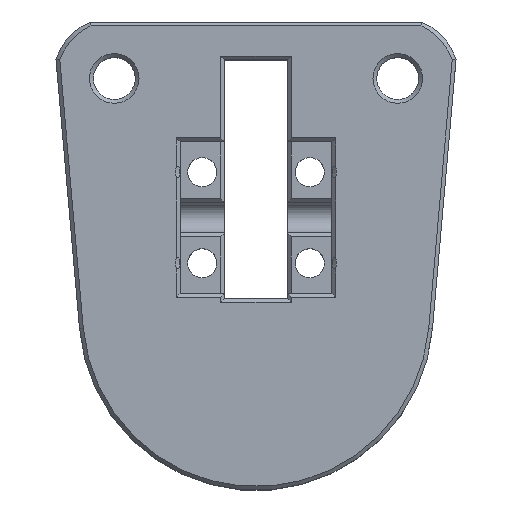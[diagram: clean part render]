
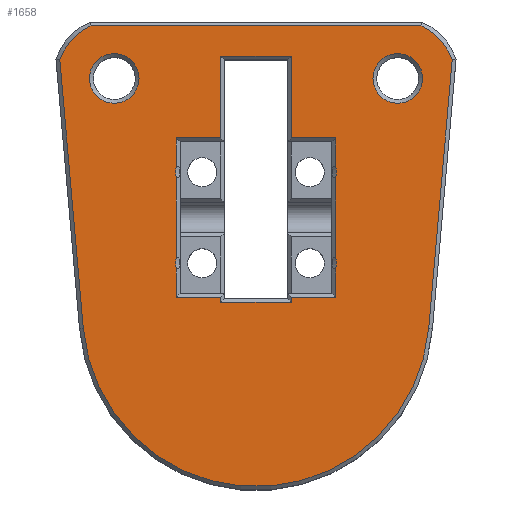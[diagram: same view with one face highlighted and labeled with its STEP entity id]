
A CAD part, top view. The second image highlights one B-rep face of the part: STEP entity #1658.
In plain terms, the highlighted planar face has unit normal (0, 0, 1).
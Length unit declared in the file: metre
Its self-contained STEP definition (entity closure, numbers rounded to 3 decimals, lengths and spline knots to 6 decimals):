
#79=CIRCLE('',#1776,0.0049);
#80=CIRCLE('',#1777,0.0049);
#81=CIRCLE('',#1778,0.00525);
#82=CIRCLE('',#1779,0.00525);
#83=CIRCLE('',#1780,0.00525);
#84=CIRCLE('',#1781,0.00525);
#85=CIRCLE('',#1782,0.03425);
#86=CIRCLE('',#1783,0.01137);
#87=CIRCLE('',#1784,0.01137);
#169=ORIENTED_EDGE('',*,*,#637,.T.);
#170=ORIENTED_EDGE('',*,*,#638,.T.);
#171=ORIENTED_EDGE('',*,*,#639,.T.);
#172=ORIENTED_EDGE('',*,*,#640,.T.);
#173=ORIENTED_EDGE('',*,*,#641,.T.);
#174=ORIENTED_EDGE('',*,*,#642,.T.);
#175=ORIENTED_EDGE('',*,*,#643,.T.);
#176=ORIENTED_EDGE('',*,*,#644,.T.);
#177=ORIENTED_EDGE('',*,*,#645,.T.);
#178=ORIENTED_EDGE('',*,*,#646,.T.);
#179=ORIENTED_EDGE('',*,*,#647,.T.);
#180=ORIENTED_EDGE('',*,*,#648,.T.);
#181=ORIENTED_EDGE('',*,*,#649,.T.);
#182=ORIENTED_EDGE('',*,*,#650,.T.);
#183=ORIENTED_EDGE('',*,*,#651,.T.);
#184=ORIENTED_EDGE('',*,*,#652,.T.);
#185=ORIENTED_EDGE('',*,*,#653,.T.);
#186=ORIENTED_EDGE('',*,*,#654,.T.);
#187=ORIENTED_EDGE('',*,*,#655,.T.);
#188=ORIENTED_EDGE('',*,*,#656,.T.);
#189=ORIENTED_EDGE('',*,*,#657,.T.);
#190=ORIENTED_EDGE('',*,*,#658,.T.);
#191=ORIENTED_EDGE('',*,*,#659,.T.);
#192=ORIENTED_EDGE('',*,*,#660,.T.);
#193=ORIENTED_EDGE('',*,*,#661,.T.);
#194=ORIENTED_EDGE('',*,*,#662,.T.);
#195=ORIENTED_EDGE('',*,*,#663,.T.);
#196=ORIENTED_EDGE('',*,*,#664,.T.);
#637=EDGE_CURVE('',#871,#871,#79,.F.);
#638=EDGE_CURVE('',#872,#872,#80,.F.);
#639=EDGE_CURVE('',#873,#874,#81,.F.);
#640=EDGE_CURVE('',#874,#875,#1021,.T.);
#641=EDGE_CURVE('',#875,#876,#82,.F.);
#642=EDGE_CURVE('',#876,#877,#1022,.T.);
#643=EDGE_CURVE('',#877,#878,#1023,.T.);
#644=EDGE_CURVE('',#878,#879,#1024,.T.);
#645=EDGE_CURVE('',#879,#880,#1025,.T.);
#646=EDGE_CURVE('',#880,#881,#1026,.T.);
#647=EDGE_CURVE('',#881,#882,#1027,.T.);
#648=EDGE_CURVE('',#882,#883,#1028,.T.);
#649=EDGE_CURVE('',#883,#884,#83,.F.);
#650=EDGE_CURVE('',#884,#885,#1029,.T.);
#651=EDGE_CURVE('',#885,#886,#84,.F.);
#652=EDGE_CURVE('',#886,#887,#1030,.T.);
#653=EDGE_CURVE('',#887,#888,#1031,.T.);
#654=EDGE_CURVE('',#888,#889,#1032,.T.);
#655=EDGE_CURVE('',#889,#890,#1033,.T.);
#656=EDGE_CURVE('',#890,#891,#1034,.T.);
#657=EDGE_CURVE('',#891,#892,#1035,.T.);
#658=EDGE_CURVE('',#892,#873,#1036,.T.);
#659=EDGE_CURVE('',#893,#894,#1037,.T.);
#660=EDGE_CURVE('',#894,#895,#85,.T.);
#661=EDGE_CURVE('',#895,#896,#1038,.T.);
#662=EDGE_CURVE('',#896,#897,#86,.T.);
#663=EDGE_CURVE('',#897,#898,#1039,.T.);
#664=EDGE_CURVE('',#898,#893,#87,.T.);
#871=VERTEX_POINT('',#2478);
#872=VERTEX_POINT('',#2480);
#873=VERTEX_POINT('',#2482);
#874=VERTEX_POINT('',#2483);
#875=VERTEX_POINT('',#2485);
#876=VERTEX_POINT('',#2487);
#877=VERTEX_POINT('',#2489);
#878=VERTEX_POINT('',#2491);
#879=VERTEX_POINT('',#2493);
#880=VERTEX_POINT('',#2495);
#881=VERTEX_POINT('',#2497);
#882=VERTEX_POINT('',#2499);
#883=VERTEX_POINT('',#2501);
#884=VERTEX_POINT('',#2503);
#885=VERTEX_POINT('',#2505);
#886=VERTEX_POINT('',#2507);
#887=VERTEX_POINT('',#2509);
#888=VERTEX_POINT('',#2511);
#889=VERTEX_POINT('',#2513);
#890=VERTEX_POINT('',#2515);
#891=VERTEX_POINT('',#2517);
#892=VERTEX_POINT('',#2519);
#893=VERTEX_POINT('',#2522);
#894=VERTEX_POINT('',#2523);
#895=VERTEX_POINT('',#2525);
#896=VERTEX_POINT('',#2527);
#897=VERTEX_POINT('',#2529);
#898=VERTEX_POINT('',#2531);
#1021=LINE('',#2484,#1175);
#1022=LINE('',#2488,#1176);
#1023=LINE('',#2490,#1177);
#1024=LINE('',#2492,#1178);
#1025=LINE('',#2494,#1179);
#1026=LINE('',#2496,#1180);
#1027=LINE('',#2498,#1181);
#1028=LINE('',#2500,#1182);
#1029=LINE('',#2504,#1183);
#1030=LINE('',#2508,#1184);
#1031=LINE('',#2510,#1185);
#1032=LINE('',#2512,#1186);
#1033=LINE('',#2514,#1187);
#1034=LINE('',#2516,#1188);
#1035=LINE('',#2518,#1189);
#1036=LINE('',#2520,#1190);
#1037=LINE('',#2521,#1191);
#1038=LINE('',#2526,#1192);
#1039=LINE('',#2530,#1193);
#1175=VECTOR('',#1981,1.);
#1176=VECTOR('',#1984,1.);
#1177=VECTOR('',#1985,1.);
#1178=VECTOR('',#1986,1.);
#1179=VECTOR('',#1987,1.);
#1180=VECTOR('',#1988,1.);
#1181=VECTOR('',#1989,1.);
#1182=VECTOR('',#1990,1.);
#1183=VECTOR('',#1993,1.);
#1184=VECTOR('',#1996,1.);
#1185=VECTOR('',#1997,1.);
#1186=VECTOR('',#1998,1.);
#1187=VECTOR('',#1999,1.);
#1188=VECTOR('',#2000,1.);
#1189=VECTOR('',#2001,1.);
#1190=VECTOR('',#2002,1.);
#1191=VECTOR('',#2003,1.);
#1192=VECTOR('',#2006,1.);
#1193=VECTOR('',#2009,1.);
#1297=EDGE_LOOP('',(#169));
#1298=EDGE_LOOP('',(#170));
#1299=EDGE_LOOP('',(#171,#172,#173,#174,#175,#176,#177,#178,#179,#180,#181,
#182,#183,#184,#185,#186,#187,#188,#189,#190));
#1300=EDGE_LOOP('',(#191,#192,#193,#194,#195,#196));
#1447=FACE_BOUND('',#1297,.T.);
#1448=FACE_BOUND('',#1298,.T.);
#1449=FACE_BOUND('',#1299,.T.);
#1450=FACE_BOUND('',#1300,.T.);
#1597=PLANE('',#1775);
#1658=ADVANCED_FACE('',(#1447,#1448,#1449,#1450),#1597,.T.);
#1775=AXIS2_PLACEMENT_3D('',#2476,#1973,#1974);
#1776=AXIS2_PLACEMENT_3D('',#2477,#1975,#1976);
#1777=AXIS2_PLACEMENT_3D('',#2479,#1977,#1978);
#1778=AXIS2_PLACEMENT_3D('',#2481,#1979,#1980);
#1779=AXIS2_PLACEMENT_3D('',#2486,#1982,#1983);
#1780=AXIS2_PLACEMENT_3D('',#2502,#1991,#1992);
#1781=AXIS2_PLACEMENT_3D('',#2506,#1994,#1995);
#1782=AXIS2_PLACEMENT_3D('',#2524,#2004,#2005);
#1783=AXIS2_PLACEMENT_3D('',#2528,#2007,#2008);
#1784=AXIS2_PLACEMENT_3D('',#2532,#2010,#2011);
#1973=DIRECTION('',(0.,0.,1.));
#1974=DIRECTION('',(1.,0.,0.));
#1975=DIRECTION('',(0.,0.,1.));
#1976=DIRECTION('',(1.,0.,0.));
#1977=DIRECTION('',(0.,0.,1.));
#1978=DIRECTION('',(1.,0.,0.));
#1979=DIRECTION('',(0.,0.,1.));
#1980=DIRECTION('',(1.,0.,0.));
#1981=DIRECTION('',(0.,1.,0.));
#1982=DIRECTION('',(0.,0.,1.));
#1983=DIRECTION('',(1.,0.,0.));
#1984=DIRECTION('',(0.,1.,0.));
#1985=DIRECTION('',(1.,0.,0.));
#1986=DIRECTION('',(0.,1.,0.));
#1987=DIRECTION('',(1.,0.,0.));
#1988=DIRECTION('',(0.,-1.,0.));
#1989=DIRECTION('',(1.,0.,0.));
#1990=DIRECTION('',(0.,-1.,0.));
#1991=DIRECTION('',(0.,0.,1.));
#1992=DIRECTION('',(1.,0.,0.));
#1993=DIRECTION('',(0.,-1.,0.));
#1994=DIRECTION('',(0.,0.,1.));
#1995=DIRECTION('',(1.,0.,0.));
#1996=DIRECTION('',(0.,-1.,0.));
#1997=DIRECTION('',(-1.,0.,0.));
#1998=DIRECTION('',(0.,-1.,0.));
#1999=DIRECTION('',(-1.,0.,0.));
#2000=DIRECTION('',(0.,1.,0.));
#2001=DIRECTION('',(-1.,0.,0.));
#2002=DIRECTION('',(0.,1.,0.));
#2003=DIRECTION('',(0.087,-0.996,0.));
#2004=DIRECTION('',(0.,0.,1.));
#2005=DIRECTION('',(1.,0.,0.));
#2006=DIRECTION('',(0.087,0.996,0.));
#2007=DIRECTION('',(0.,0.,1.));
#2008=DIRECTION('',(1.,0.,0.));
#2009=DIRECTION('',(-1.,0.,0.));
#2010=DIRECTION('',(0.,0.,1.));
#2011=DIRECTION('',(1.,0.,0.));
#2476=CARTESIAN_POINT('',(0.,-0.154458,-0.1149));
#2477=CARTESIAN_POINT('',(0.028,0.,-0.1149));
#2478=CARTESIAN_POINT('',(0.0329,0.,-0.1149));
#2479=CARTESIAN_POINT('',(-0.028,0.,-0.1149));
#2480=CARTESIAN_POINT('',(-0.0231,0.,-0.1149));
#2481=CARTESIAN_POINT('',(-0.010625,-0.0365,-0.1149));
#2482=CARTESIAN_POINT('',(-0.01575,-0.037639,-0.1149));
#2483=CARTESIAN_POINT('',(-0.01575,-0.035361,-0.1149));
#2484=CARTESIAN_POINT('',(-0.01575,-0.019553,-0.1149));
#2485=CARTESIAN_POINT('',(-0.01575,-0.019639,-0.1149));
#2486=CARTESIAN_POINT('',(-0.010625,-0.0185,-0.1149));
#2487=CARTESIAN_POINT('',(-0.01575,-0.017361,-0.1149));
#2488=CARTESIAN_POINT('',(-0.01575,-0.0125,-0.1149));
#2489=CARTESIAN_POINT('',(-0.01575,-0.01175,-0.1149));
#2490=CARTESIAN_POINT('',(-0.00625,-0.01175,-0.1149));
#2491=CARTESIAN_POINT('',(-0.007,-0.01175,-0.1149));
#2492=CARTESIAN_POINT('',(-0.007,-0.154458,-0.1149));
#2493=CARTESIAN_POINT('',(-0.007,0.0044,-0.1149));
#2494=CARTESIAN_POINT('',(0.00625,0.0044,-0.1149));
#2495=CARTESIAN_POINT('',(0.007,0.0044,-0.1149));
#2496=CARTESIAN_POINT('',(0.007,-0.154458,-0.1149));
#2497=CARTESIAN_POINT('',(0.007,-0.01175,-0.1149));
#2498=CARTESIAN_POINT('',(0.015,-0.01175,-0.1149));
#2499=CARTESIAN_POINT('',(0.01575,-0.01175,-0.1149));
#2500=CARTESIAN_POINT('',(0.01575,-0.154458,-0.1149));
#2501=CARTESIAN_POINT('',(0.01575,-0.017361,-0.1149));
#2502=CARTESIAN_POINT('',(0.010625,-0.0185,-0.1149));
#2503=CARTESIAN_POINT('',(0.01575,-0.019639,-0.1149));
#2504=CARTESIAN_POINT('',(0.01575,-0.154458,-0.1149));
#2505=CARTESIAN_POINT('',(0.01575,-0.035361,-0.1149));
#2506=CARTESIAN_POINT('',(0.010625,-0.0365,-0.1149));
#2507=CARTESIAN_POINT('',(0.01575,-0.037639,-0.1149));
#2508=CARTESIAN_POINT('',(0.01575,-0.154458,-0.1149));
#2509=CARTESIAN_POINT('',(0.01575,-0.04325,-0.1149));
#2510=CARTESIAN_POINT('',(0.,-0.04325,-0.1149));
#2511=CARTESIAN_POINT('',(0.007,-0.04325,-0.1149));
#2512=CARTESIAN_POINT('',(0.007,-0.154458,-0.1149));
#2513=CARTESIAN_POINT('',(0.007,-0.04425,-0.1149));
#2514=CARTESIAN_POINT('',(0.,-0.04425,-0.1149));
#2515=CARTESIAN_POINT('',(-0.007,-0.04425,-0.1149));
#2516=CARTESIAN_POINT('',(-0.007,-0.154458,-0.1149));
#2517=CARTESIAN_POINT('',(-0.007,-0.04325,-0.1149));
#2518=CARTESIAN_POINT('',(0.,-0.04325,-0.1149));
#2519=CARTESIAN_POINT('',(-0.01575,-0.04325,-0.1149));
#2520=CARTESIAN_POINT('',(-0.01575,-0.037553,-0.1149));
#2521=CARTESIAN_POINT('',(-0.024737,-0.156622,-0.1149));
#2522=CARTESIAN_POINT('',(-0.038761,0.00367,-0.1149));
#2523=CARTESIAN_POINT('',(-0.03412,-0.049378,-0.1149));
#2524=CARTESIAN_POINT('',(0.,-0.046393,-0.1149));
#2525=CARTESIAN_POINT('',(0.03412,-0.049378,-0.1149));
#2526=CARTESIAN_POINT('',(0.024737,-0.156622,-0.1149));
#2527=CARTESIAN_POINT('',(0.038761,0.00367,-0.1149));
#2528=CARTESIAN_POINT('',(0.028,0.,-0.1149));
#2529=CARTESIAN_POINT('',(0.032594,0.0104,-0.1149));
#2530=CARTESIAN_POINT('',(0.,0.0104,-0.1149));
#2531=CARTESIAN_POINT('',(-0.032594,0.0104,-0.1149));
#2532=CARTESIAN_POINT('',(-0.028,0.,-0.1149));
